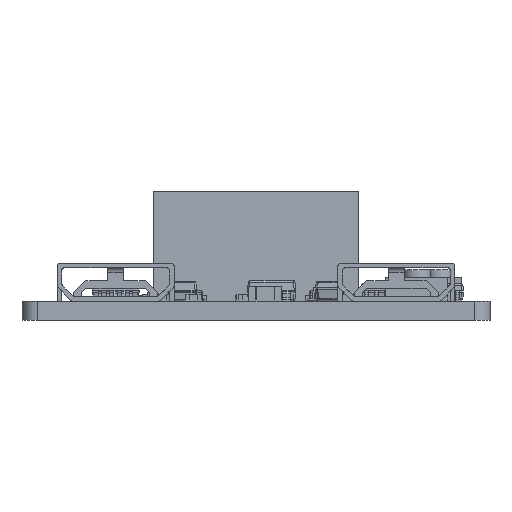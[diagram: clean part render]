
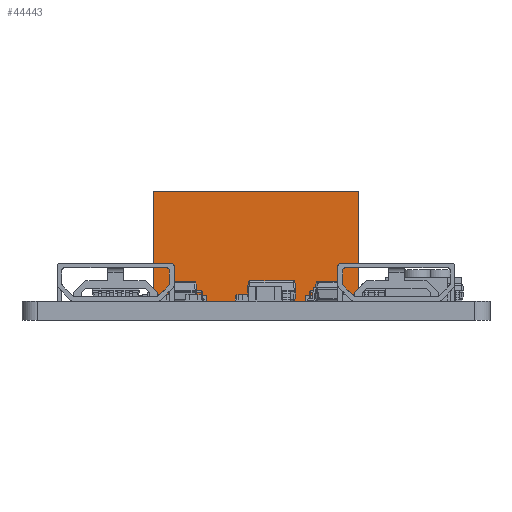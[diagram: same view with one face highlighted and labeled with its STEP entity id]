
A CAD part, left-side view. The second image highlights one B-rep face of the part: STEP entity #44443.
In plain terms, the highlighted face is planar.
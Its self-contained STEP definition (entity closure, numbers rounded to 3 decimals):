
#43595 = VERTEX_POINT('',#43596);
#43596 = CARTESIAN_POINT('',(-1.315,0.,-6.8));
#43604 = EDGE_CURVE('',#43605,#43595,#43607,.T.);
#43605 = VERTEX_POINT('',#43606);
#43606 = CARTESIAN_POINT('',(-1.315,0.33,-6.8));
#43607 = LINE('',#43608,#43609);
#43608 = CARTESIAN_POINT('',(-1.315,0.,-6.8));
#43609 = VECTOR('',#43610,1.);
#43610 = DIRECTION('',(0.,-1.,0.));
#43666 = VERTEX_POINT('',#43667);
#43667 = CARTESIAN_POINT('',(-0.685,0.,-6.8));
#43675 = VERTEX_POINT('',#43676);
#43676 = CARTESIAN_POINT('',(-0.685,0.33,-6.8));
#43682 = EDGE_CURVE('',#43666,#43675,#43683,.T.);
#43683 = LINE('',#43684,#43685);
#43684 = CARTESIAN_POINT('',(-0.685,0.,-6.8));
#43685 = VECTOR('',#43686,1.);
#43686 = DIRECTION('',(0.,1.,0.));
#43696 = EDGE_CURVE('',#43675,#43605,#43697,.T.);
#43697 = LINE('',#43698,#43699);
#43698 = CARTESIAN_POINT('',(2.775,0.33,-6.8));
#43699 = VECTOR('',#43700,1.);
#43700 = DIRECTION('',(-1.,0.,0.));
#43754 = VERTEX_POINT('',#43755);
#43755 = CARTESIAN_POINT('',(1.315,0.,-6.8));
#43763 = VERTEX_POINT('',#43764);
#43764 = CARTESIAN_POINT('',(1.315,0.33,-6.8));
#43770 = EDGE_CURVE('',#43754,#43763,#43771,.T.);
#43771 = LINE('',#43772,#43773);
#43772 = CARTESIAN_POINT('',(1.315,0.,-6.8));
#43773 = VECTOR('',#43774,1.);
#43774 = DIRECTION('',(0.,1.,0.));
#43785 = VERTEX_POINT('',#43786);
#43786 = CARTESIAN_POINT('',(0.685,0.,-6.8));
#43792 = EDGE_CURVE('',#43793,#43785,#43795,.T.);
#43793 = VERTEX_POINT('',#43794);
#43794 = CARTESIAN_POINT('',(0.685,0.33,-6.8));
#43795 = LINE('',#43796,#43797);
#43796 = CARTESIAN_POINT('',(0.685,0.,-6.8));
#43797 = VECTOR('',#43798,1.);
#43798 = DIRECTION('',(0.,-1.,0.));
#43816 = EDGE_CURVE('',#43763,#43793,#43817,.T.);
#43817 = LINE('',#43818,#43819);
#43818 = CARTESIAN_POINT('',(3.775,0.33,-6.8));
#43819 = VECTOR('',#43820,1.);
#43820 = DIRECTION('',(-1.,0.,0.));
#43833 = VERTEX_POINT('',#43834);
#43834 = CARTESIAN_POINT('',(-3.815,0.,-6.8));
#43842 = EDGE_CURVE('',#43843,#43833,#43845,.T.);
#43843 = VERTEX_POINT('',#43844);
#43844 = CARTESIAN_POINT('',(-3.815,0.33,-6.8));
#43845 = LINE('',#43846,#43847);
#43846 = CARTESIAN_POINT('',(-3.815,0.,-6.8));
#43847 = VECTOR('',#43848,1.);
#43848 = DIRECTION('',(0.,-1.,0.));
#43904 = VERTEX_POINT('',#43905);
#43905 = CARTESIAN_POINT('',(-3.185,0.,-6.8));
#43913 = VERTEX_POINT('',#43914);
#43914 = CARTESIAN_POINT('',(-3.185,0.33,-6.8));
#43920 = EDGE_CURVE('',#43904,#43913,#43921,.T.);
#43921 = LINE('',#43922,#43923);
#43922 = CARTESIAN_POINT('',(-3.185,0.,-6.8));
#43923 = VECTOR('',#43924,1.);
#43924 = DIRECTION('',(0.,1.,0.));
#43934 = EDGE_CURVE('',#43913,#43843,#43935,.T.);
#43935 = LINE('',#43936,#43937);
#43936 = CARTESIAN_POINT('',(1.525,0.33,-6.8));
#43937 = VECTOR('',#43938,1.);
#43938 = DIRECTION('',(-1.,0.,0.));
#44177 = VERTEX_POINT('',#44178);
#44178 = CARTESIAN_POINT('',(3.815,0.,-6.8));
#44186 = VERTEX_POINT('',#44187);
#44187 = CARTESIAN_POINT('',(3.815,0.33,-6.8));
#44193 = EDGE_CURVE('',#44177,#44186,#44194,.T.);
#44194 = LINE('',#44195,#44196);
#44195 = CARTESIAN_POINT('',(3.815,0.,-6.8));
#44196 = VECTOR('',#44197,1.);
#44197 = DIRECTION('',(0.,1.,0.));
#44208 = VERTEX_POINT('',#44209);
#44209 = CARTESIAN_POINT('',(3.185,0.,-6.8));
#44215 = EDGE_CURVE('',#44216,#44208,#44218,.T.);
#44216 = VERTEX_POINT('',#44217);
#44217 = CARTESIAN_POINT('',(3.185,0.33,-6.8));
#44218 = LINE('',#44219,#44220);
#44219 = CARTESIAN_POINT('',(3.185,0.,-6.8));
#44220 = VECTOR('',#44221,1.);
#44221 = DIRECTION('',(0.,-1.,0.));
#44239 = EDGE_CURVE('',#44186,#44216,#44240,.T.);
#44240 = LINE('',#44241,#44242);
#44241 = CARTESIAN_POINT('',(5.025,0.33,-6.8));
#44242 = VECTOR('',#44243,1.);
#44243 = DIRECTION('',(-1.,0.,0.));
#44344 = VERTEX_POINT('',#44345);
#44345 = CARTESIAN_POINT('',(-6.55,7.,-6.8));
#44351 = EDGE_CURVE('',#44352,#44344,#44354,.T.);
#44352 = VERTEX_POINT('',#44353);
#44353 = CARTESIAN_POINT('',(-6.55,0.,-6.8));
#44354 = LINE('',#44355,#44356);
#44355 = CARTESIAN_POINT('',(-6.55,0.,-6.8));
#44356 = VECTOR('',#44357,1.);
#44357 = DIRECTION('',(0.,1.,0.));
#44407 = VERTEX_POINT('',#44408);
#44408 = CARTESIAN_POINT('',(6.55,0.,-6.8));
#44414 = EDGE_CURVE('',#44407,#44415,#44417,.T.);
#44415 = VERTEX_POINT('',#44416);
#44416 = CARTESIAN_POINT('',(6.55,7.,-6.8));
#44417 = LINE('',#44418,#44419);
#44418 = CARTESIAN_POINT('',(6.55,0.,-6.8));
#44419 = VECTOR('',#44420,1.);
#44420 = DIRECTION('',(0.,1.,0.));
#44443 = ADVANCED_FACE('',(#44444),#44496,.T.);
#44444 = FACE_BOUND('',#44445,.T.);
#44445 = EDGE_LOOP('',(#44446,#44447,#44453,#44454,#44455,#44456,#44462,
    #44463,#44469,#44470,#44476,#44477,#44478,#44479,#44485,#44486,
    #44487,#44488,#44494,#44495));
#44446 = ORIENTED_EDGE('',*,*,#43604,.T.);
#44447 = ORIENTED_EDGE('',*,*,#44448,.F.);
#44448 = EDGE_CURVE('',#43904,#43595,#44449,.T.);
#44449 = LINE('',#44450,#44451);
#44450 = CARTESIAN_POINT('',(-6.55,0.,-6.8));
#44451 = VECTOR('',#44452,1.);
#44452 = DIRECTION('',(1.,0.,0.));
#44453 = ORIENTED_EDGE('',*,*,#43920,.T.);
#44454 = ORIENTED_EDGE('',*,*,#43934,.T.);
#44455 = ORIENTED_EDGE('',*,*,#43842,.T.);
#44456 = ORIENTED_EDGE('',*,*,#44457,.F.);
#44457 = EDGE_CURVE('',#44352,#43833,#44458,.T.);
#44458 = LINE('',#44459,#44460);
#44459 = CARTESIAN_POINT('',(-6.55,0.,-6.8));
#44460 = VECTOR('',#44461,1.);
#44461 = DIRECTION('',(1.,0.,0.));
#44462 = ORIENTED_EDGE('',*,*,#44351,.T.);
#44463 = ORIENTED_EDGE('',*,*,#44464,.F.);
#44464 = EDGE_CURVE('',#44415,#44344,#44465,.T.);
#44465 = LINE('',#44466,#44467);
#44466 = CARTESIAN_POINT('',(-6.55,7.,-6.8));
#44467 = VECTOR('',#44468,1.);
#44468 = DIRECTION('',(-1.,0.,0.));
#44469 = ORIENTED_EDGE('',*,*,#44414,.F.);
#44470 = ORIENTED_EDGE('',*,*,#44471,.F.);
#44471 = EDGE_CURVE('',#44177,#44407,#44472,.T.);
#44472 = LINE('',#44473,#44474);
#44473 = CARTESIAN_POINT('',(-6.55,0.,-6.8));
#44474 = VECTOR('',#44475,1.);
#44475 = DIRECTION('',(1.,0.,0.));
#44476 = ORIENTED_EDGE('',*,*,#44193,.T.);
#44477 = ORIENTED_EDGE('',*,*,#44239,.T.);
#44478 = ORIENTED_EDGE('',*,*,#44215,.T.);
#44479 = ORIENTED_EDGE('',*,*,#44480,.F.);
#44480 = EDGE_CURVE('',#43754,#44208,#44481,.T.);
#44481 = LINE('',#44482,#44483);
#44482 = CARTESIAN_POINT('',(-6.55,0.,-6.8));
#44483 = VECTOR('',#44484,1.);
#44484 = DIRECTION('',(1.,0.,0.));
#44485 = ORIENTED_EDGE('',*,*,#43770,.T.);
#44486 = ORIENTED_EDGE('',*,*,#43816,.T.);
#44487 = ORIENTED_EDGE('',*,*,#43792,.T.);
#44488 = ORIENTED_EDGE('',*,*,#44489,.F.);
#44489 = EDGE_CURVE('',#43666,#43785,#44490,.T.);
#44490 = LINE('',#44491,#44492);
#44491 = CARTESIAN_POINT('',(-6.55,0.,-6.8));
#44492 = VECTOR('',#44493,1.);
#44493 = DIRECTION('',(1.,0.,0.));
#44494 = ORIENTED_EDGE('',*,*,#43682,.T.);
#44495 = ORIENTED_EDGE('',*,*,#43696,.T.);
#44496 = PLANE('',#44497);
#44497 = AXIS2_PLACEMENT_3D('',#44498,#44499,#44500);
#44498 = CARTESIAN_POINT('',(6.55,0.,-6.8));
#44499 = DIRECTION('',(0.,0.,-1.));
#44500 = DIRECTION('',(-1.,0.,0.));
